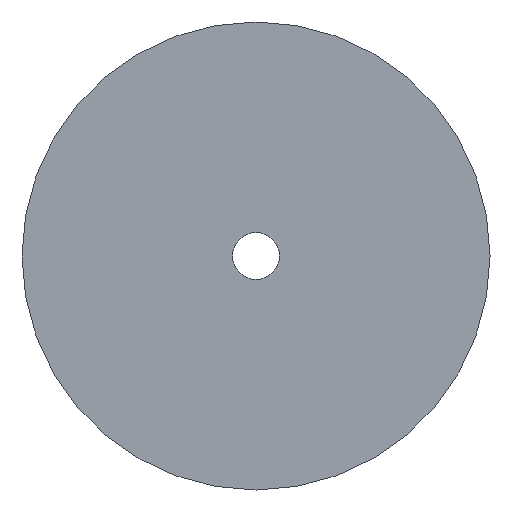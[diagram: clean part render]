
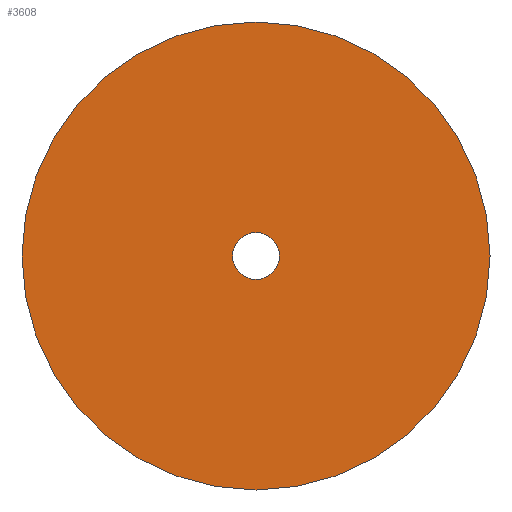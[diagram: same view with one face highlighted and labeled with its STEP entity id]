
A CAD part, front view. The second image highlights one B-rep face of the part: STEP entity #3608.
In plain terms, the highlighted planar face has unit normal (0, -1, 0).
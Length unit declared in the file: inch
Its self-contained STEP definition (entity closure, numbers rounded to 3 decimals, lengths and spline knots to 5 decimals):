
#6 = AXIS2_PLACEMENT_3D ( 'NONE', #4203, #3205, #3139 ) ;
#317 = DIRECTION ( 'NONE',  ( 0., 0., -1. ) ) ;
#609 = FACE_BOUND ( 'NONE', #6636, .T. ) ;
#619 = CIRCLE ( 'NONE', #5922, 1.25 ) ;
#691 = VERTEX_POINT ( 'NONE', #5820 ) ;
#1066 = ORIENTED_EDGE ( 'NONE', *, *, #5728, .T. ) ;
#1160 = EDGE_LOOP ( 'NONE', ( #1066, #1812 ) ) ;
#1334 = CARTESIAN_POINT ( 'NONE',  ( 0., -0.335, 1.25 ) ) ;
#1812 = ORIENTED_EDGE ( 'NONE', *, *, #5898, .T. ) ;
#1979 = VERTEX_POINT ( 'NONE', #3300 ) ;
#2329 = DIRECTION ( 'NONE',  ( 0., 1., 0. ) ) ;
#2559 = AXIS2_PLACEMENT_3D ( 'NONE', #3698, #4166, #5245 ) ;
#2597 = PLANE ( 'NONE',  #6 ) ;
#2763 = FACE_OUTER_BOUND ( 'NONE', #1160, .T. ) ;
#2909 = ORIENTED_EDGE ( 'NONE', *, *, #5005, .T. ) ;
#2958 = CARTESIAN_POINT ( 'NONE',  ( 0., -0.335, 0. ) ) ;
#3139 = DIRECTION ( 'NONE',  ( 0., 0., -1. ) ) ;
#3205 = DIRECTION ( 'NONE',  ( 0., -1., 0. ) ) ;
#3300 = CARTESIAN_POINT ( 'NONE',  ( 0., -0.335, -0.125 ) ) ;
#3309 = ORIENTED_EDGE ( 'NONE', *, *, #4686, .T. ) ;
#3608 = ADVANCED_FACE ( 'NONE', ( #609, #2763 ), #2597, .T. ) ;
#3636 = AXIS2_PLACEMENT_3D ( 'NONE', #3827, #2329, #4367 ) ;
#3653 = CARTESIAN_POINT ( 'NONE',  ( 0., -0.335, 0. ) ) ;
#3698 = CARTESIAN_POINT ( 'NONE',  ( 0., -0.335, 0. ) ) ;
#3827 = CARTESIAN_POINT ( 'NONE',  ( 0., -0.335, 0. ) ) ;
#4101 = DIRECTION ( 'NONE',  ( 0., 0., -1. ) ) ;
#4166 = DIRECTION ( 'NONE',  ( 0., 1., 0. ) ) ;
#4203 = CARTESIAN_POINT ( 'NONE',  ( 0., -0.335, 0. ) ) ;
#4211 = VERTEX_POINT ( 'NONE', #5352 ) ;
#4367 = DIRECTION ( 'NONE',  ( 0., 0., 1. ) ) ;
#4686 = EDGE_CURVE ( 'NONE', #691, #1979, #6296, .T. ) ;
#4863 = CIRCLE ( 'NONE', #5066, 1.25 ) ;
#4984 = VERTEX_POINT ( 'NONE', #1334 ) ;
#5005 = EDGE_CURVE ( 'NONE', #1979, #691, #5444, .T. ) ;
#5066 = AXIS2_PLACEMENT_3D ( 'NONE', #2958, #5673, #317 ) ;
#5245 = DIRECTION ( 'NONE',  ( 0., 0., 1. ) ) ;
#5352 = CARTESIAN_POINT ( 'NONE',  ( 0., -0.335, -1.25 ) ) ;
#5444 = CIRCLE ( 'NONE', #2559, 0.125 ) ;
#5673 = DIRECTION ( 'NONE',  ( 0., -1., 0. ) ) ;
#5728 = EDGE_CURVE ( 'NONE', #4211, #4984, #4863, .T. ) ;
#5820 = CARTESIAN_POINT ( 'NONE',  ( 0., -0.335, 0.125 ) ) ;
#5898 = EDGE_CURVE ( 'NONE', #4984, #4211, #619, .T. ) ;
#5922 = AXIS2_PLACEMENT_3D ( 'NONE', #3653, #6310, #4101 ) ;
#6296 = CIRCLE ( 'NONE', #3636, 0.125 ) ;
#6310 = DIRECTION ( 'NONE',  ( 0., -1., 0. ) ) ;
#6636 = EDGE_LOOP ( 'NONE', ( #3309, #2909 ) ) ;
